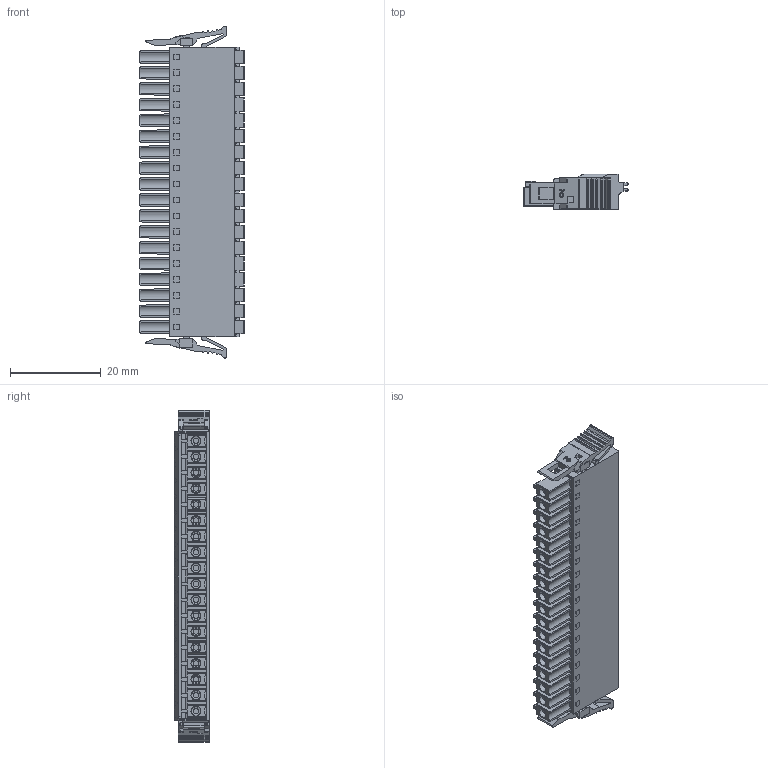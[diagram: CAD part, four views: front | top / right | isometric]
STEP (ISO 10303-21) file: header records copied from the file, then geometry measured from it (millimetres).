
FILE_DESCRIPTION((''),'2;1');
FILE_NAME('TLPSL-007-18P-X','2024-09-27T',('sheji'),(''),'PRO/ENGINEER BY PARAMETRIC TECHNOLOGY CORPORATION, 2015240','PRO/ENGINEER BY PARAMETRIC TECHNOLOGY CORPORATION, 2015240','');
FILE_SCHEMA(('CONFIG_CONTROL_DESIGN'));
Products named in the file (1): TLPSL-007-18P-X
Bounding box: 22.9 x 7.75 x 73.1 mm (x, y, z)
Volume: 7761.4 mm3; surface area: 7484.9 mm2
Topology: 1 solids, 17 shells, 2216 faces, 5947 edges, 3872 vertices
Faces by surface type: plane 1363, cylinder 653, cone 144, torus 36, extrusion 20
Entity records: 70223 total; most frequent: CARTESIAN_POINT 14080, ORIENTED_EDGE 11894, DIRECTION 11389, EDGE_CURVE 5947, VECTOR 4271, LINE 4251, VERTEX_POINT 3872, AXIS2_PLACEMENT_3D 3559
